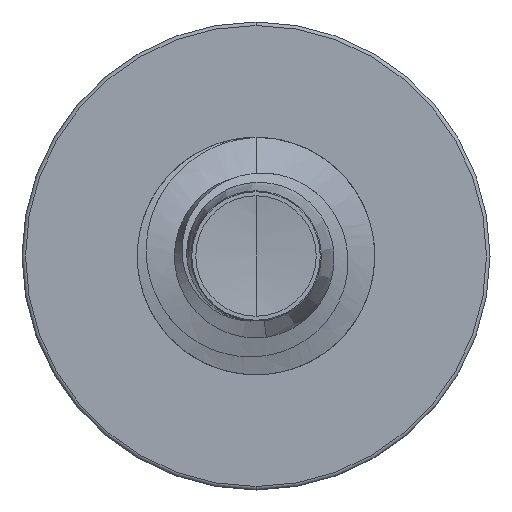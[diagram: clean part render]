
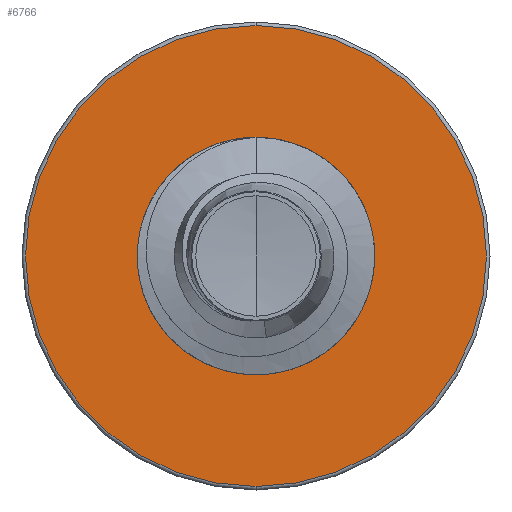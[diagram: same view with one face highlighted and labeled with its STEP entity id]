
A CAD part, front view. The second image highlights one B-rep face of the part: STEP entity #6766.
In plain terms, the highlighted planar face has unit normal (0, -1, 0).
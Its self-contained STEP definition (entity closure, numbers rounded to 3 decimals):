
#391 = AXIS2_PLACEMENT_3D ( 'NONE', #6655, #6631, #6601 ) ;
#842 = CIRCLE ( 'NONE', #5236, 1.722 ) ;
#849 = VERTEX_POINT ( 'NONE', #7910 ) ;
#884 = CIRCLE ( 'NONE', #391, 3.398 ) ;
#941 = EDGE_LOOP ( 'NONE', ( #10618, #4612 ) ) ;
#1949 = CARTESIAN_POINT ( 'NONE',  ( 0., 7.5, 0. ) ) ;
#2113 = VERTEX_POINT ( 'NONE', #8396 ) ;
#2149 = EDGE_CURVE ( 'NONE', #849, #5583, #884, .T. ) ;
#2847 = DIRECTION ( 'NONE',  ( 0., 0., 1. ) ) ;
#3615 = DIRECTION ( 'NONE',  ( 0., 0., 1. ) ) ;
#4219 = CARTESIAN_POINT ( 'NONE',  ( 0., 7.5, 0. ) ) ;
#4442 = AXIS2_PLACEMENT_3D ( 'NONE', #1949, #8016, #2847 ) ;
#4612 = ORIENTED_EDGE ( 'NONE', *, *, #9217, .F. ) ;
#4648 = ORIENTED_EDGE ( 'NONE', *, *, #10125, .T. ) ;
#4842 = DIRECTION ( 'NONE',  ( 0., 1., 0. ) ) ;
#4965 = FACE_OUTER_BOUND ( 'NONE', #941, .T. ) ;
#5100 = DIRECTION ( 'NONE',  ( 0., 0., 1. ) ) ;
#5118 = CARTESIAN_POINT ( 'NONE',  ( 0., 7.5, -3.397 ) ) ;
#5236 = AXIS2_PLACEMENT_3D ( 'NONE', #4219, #10208, #5100 ) ;
#5583 = VERTEX_POINT ( 'NONE', #5118 ) ;
#5772 = ORIENTED_EDGE ( 'NONE', *, *, #6381, .T. ) ;
#6073 = EDGE_LOOP ( 'NONE', ( #5772, #4648 ) ) ;
#6381 = EDGE_CURVE ( 'NONE', #8077, #2113, #842, .T. ) ;
#6419 = AXIS2_PLACEMENT_3D ( 'NONE', #9956, #4842, #10798 ) ;
#6454 = CIRCLE ( 'NONE', #4442, 1.722 ) ;
#6601 = DIRECTION ( 'NONE',  ( 0., 0., 1. ) ) ;
#6631 = DIRECTION ( 'NONE',  ( 0., 1., 0. ) ) ;
#6655 = CARTESIAN_POINT ( 'NONE',  ( 0., 7.5, 0. ) ) ;
#6766 = ADVANCED_FACE ( 'NONE', ( #4965, #6997 ), #7016, .F. ) ;
#6997 = FACE_BOUND ( 'NONE', #6073, .T. ) ;
#7016 = PLANE ( 'NONE',  #10355 ) ;
#7905 = CARTESIAN_POINT ( 'NONE',  ( 0., 7.5, -1.722 ) ) ;
#7910 = CARTESIAN_POINT ( 'NONE',  ( 0., 7.5, 3.398 ) ) ;
#8016 = DIRECTION ( 'NONE',  ( 0., 1., 0. ) ) ;
#8077 = VERTEX_POINT ( 'NONE', #10695 ) ;
#8396 = CARTESIAN_POINT ( 'NONE',  ( 0., 7.5, -1.722 ) ) ;
#8761 = DIRECTION ( 'NONE',  ( 0., 1., 0. ) ) ;
#9217 = EDGE_CURVE ( 'NONE', #5583, #849, #9725, .T. ) ;
#9725 = CIRCLE ( 'NONE', #6419, 3.398 ) ;
#9956 = CARTESIAN_POINT ( 'NONE',  ( 0., 7.5, 0. ) ) ;
#10125 = EDGE_CURVE ( 'NONE', #2113, #8077, #6454, .T. ) ;
#10208 = DIRECTION ( 'NONE',  ( 0., 1., 0. ) ) ;
#10355 = AXIS2_PLACEMENT_3D ( 'NONE', #7905, #8761, #3615 ) ;
#10618 = ORIENTED_EDGE ( 'NONE', *, *, #2149, .F. ) ;
#10695 = CARTESIAN_POINT ( 'NONE',  ( 0., 7.5, 1.722 ) ) ;
#10798 = DIRECTION ( 'NONE',  ( 0., 0., 1. ) ) ;
